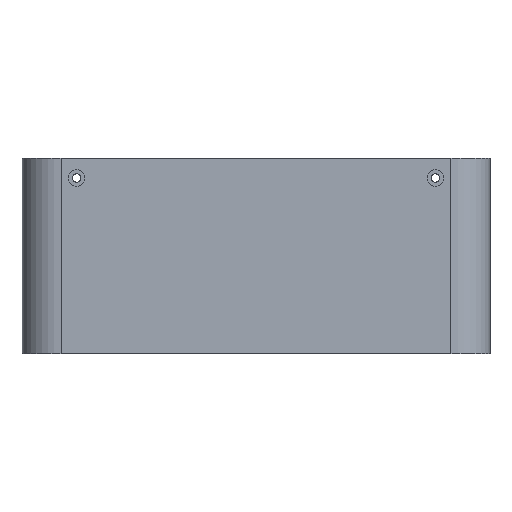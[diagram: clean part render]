
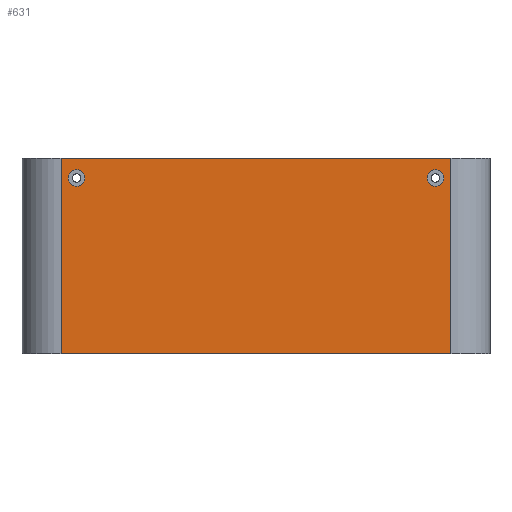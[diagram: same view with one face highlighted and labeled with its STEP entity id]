
A CAD part, left-side view. The second image highlights one B-rep face of the part: STEP entity #631.
In plain terms, the highlighted planar face has unit normal (-1, 0, 0).
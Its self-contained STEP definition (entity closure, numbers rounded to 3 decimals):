
#24=FACE_BOUND('',#136,.T.);
#25=FACE_BOUND('',#137,.T.);
#39=CIRCLE('',#676,2.1);
#42=CIRCLE('',#681,2.1);
#93=FACE_OUTER_BOUND('',#135,.T.);
#135=EDGE_LOOP('',(#533,#534,#535,#536));
#136=EDGE_LOOP('',(#537));
#137=EDGE_LOOP('',(#538));
#179=LINE('',#1008,#238);
#196=LINE('',#1046,#255);
#197=LINE('',#1050,#256);
#198=LINE('',#1051,#257);
#238=VECTOR('',#827,10.);
#255=VECTOR('',#860,10.);
#256=VECTOR('',#865,10.);
#257=VECTOR('',#866,10.);
#289=VERTEX_POINT('',#964);
#292=VERTEX_POINT('',#973);
#303=VERTEX_POINT('',#1004);
#305=VERTEX_POINT('',#1007);
#318=VERTEX_POINT('',#1045);
#319=VERTEX_POINT('',#1049);
#356=EDGE_CURVE('',#289,#289,#39,.T.);
#360=EDGE_CURVE('',#292,#292,#42,.T.);
#376=EDGE_CURVE('',#305,#303,#179,.T.);
#396=EDGE_CURVE('',#305,#318,#196,.T.);
#398=EDGE_CURVE('',#319,#303,#197,.T.);
#399=EDGE_CURVE('',#318,#319,#198,.T.);
#533=ORIENTED_EDGE('',*,*,#376,.T.);
#534=ORIENTED_EDGE('',*,*,#398,.F.);
#535=ORIENTED_EDGE('',*,*,#399,.F.);
#536=ORIENTED_EDGE('',*,*,#396,.F.);
#537=ORIENTED_EDGE('',*,*,#356,.T.);
#538=ORIENTED_EDGE('',*,*,#360,.T.);
#601=PLANE('',#703);
#631=ADVANCED_FACE('',(#93,#24,#25),#601,.T.);
#676=AXIS2_PLACEMENT_3D('',#965,#782,#783);
#681=AXIS2_PLACEMENT_3D('',#974,#793,#794);
#703=AXIS2_PLACEMENT_3D('',#1048,#863,#864);
#782=DIRECTION('center_axis',(1.,0.,0.));
#783=DIRECTION('ref_axis',(0.,-1.,0.));
#793=DIRECTION('center_axis',(1.,0.,0.));
#794=DIRECTION('ref_axis',(0.,-1.,0.));
#827=DIRECTION('',(0.,1.,0.));
#860=DIRECTION('',(0.,0.,-1.));
#863=DIRECTION('center_axis',(-1.,0.,0.));
#864=DIRECTION('ref_axis',(0.,-1.,0.));
#865=DIRECTION('',(0.,0.,1.));
#866=DIRECTION('',(0.,1.,0.));
#964=CARTESIAN_POINT('',(10.,94.38,33.58));
#965=CARTESIAN_POINT('Origin',(10.,92.28,33.58));
#973=CARTESIAN_POINT('',(10.,186.38,33.58));
#974=CARTESIAN_POINT('Origin',(10.,184.28,33.58));
#1004=CARTESIAN_POINT('',(10.,188.28,38.58));
#1007=CARTESIAN_POINT('',(10.,88.28,38.58));
#1008=CARTESIAN_POINT('',(10.,168.28,38.58));
#1045=CARTESIAN_POINT('',(10.,88.28,-11.42));
#1046=CARTESIAN_POINT('',(10.,88.28,38.58));
#1048=CARTESIAN_POINT('Origin',(10.,198.28,38.58));
#1049=CARTESIAN_POINT('',(10.,188.28,-11.42));
#1050=CARTESIAN_POINT('',(10.,188.28,38.58));
#1051=CARTESIAN_POINT('',(10.,198.28,-11.42));
